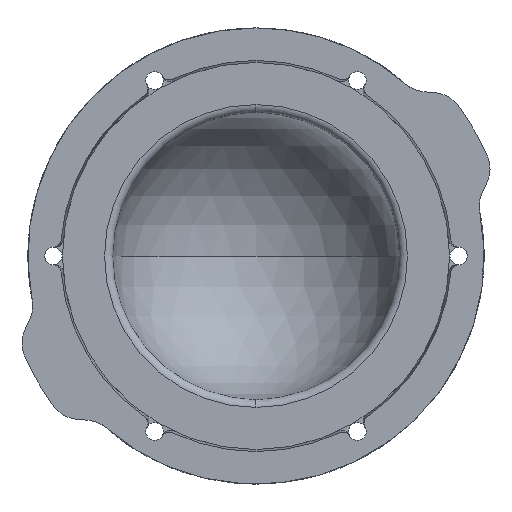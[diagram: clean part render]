
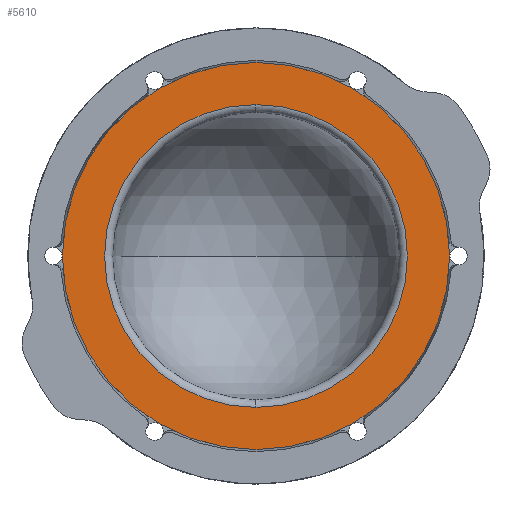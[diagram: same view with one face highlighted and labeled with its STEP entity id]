
A CAD part, front view. The second image highlights one B-rep face of the part: STEP entity #5610.
In plain terms, the highlighted planar face has unit normal (0, -1, 0).
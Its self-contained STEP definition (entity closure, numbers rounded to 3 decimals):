
#219 = CIRCLE ( 'NONE', #5932, 18.974 ) ;
#337 = PLANE ( 'NONE',  #6380 ) ;
#413 = ORIENTED_EDGE ( 'NONE', *, *, #4697, .T. ) ;
#453 = EDGE_CURVE ( 'NONE', #3038, #3192, #5262, .T. ) ;
#667 = AXIS2_PLACEMENT_3D ( 'NONE', #9080, #5955, #8363 ) ;
#884 = EDGE_LOOP ( 'NONE', ( #413, #4197 ) ) ;
#1171 = DIRECTION ( 'NONE',  ( 0., 1., 0. ) ) ;
#1407 = VERTEX_POINT ( 'NONE', #6678 ) ;
#1638 = DIRECTION ( 'NONE',  ( 0., 0., 1. ) ) ;
#1791 = AXIS2_PLACEMENT_3D ( 'NONE', #2364, #6975, #1638 ) ;
#2364 = CARTESIAN_POINT ( 'NONE',  ( 0., 0., 0. ) ) ;
#2654 = DIRECTION ( 'NONE',  ( 0., 0., 1. ) ) ;
#3038 = VERTEX_POINT ( 'NONE', #3279 ) ;
#3192 = VERTEX_POINT ( 'NONE', #6770 ) ;
#3279 = CARTESIAN_POINT ( 'NONE',  ( 0., 0., -24.25 ) ) ;
#3690 = DIRECTION ( 'NONE',  ( 0., 1., 0. ) ) ;
#4197 = ORIENTED_EDGE ( 'NONE', *, *, #7318, .T. ) ;
#4697 = EDGE_CURVE ( 'NONE', #9200, #1407, #219, .T. ) ;
#4891 = CARTESIAN_POINT ( 'NONE',  ( 18., 0., 0. ) ) ;
#5068 = EDGE_CURVE ( 'NONE', #3192, #3038, #6171, .T. ) ;
#5262 = CIRCLE ( 'NONE', #8215, 24.25 ) ;
#5593 = CARTESIAN_POINT ( 'NONE',  ( 0., 0., 0. ) ) ;
#5595 = EDGE_LOOP ( 'NONE', ( #6126, #6752 ) ) ;
#5610 = ADVANCED_FACE ( 'NONE', ( #8834, #9087 ), #337, .F. ) ;
#5932 = AXIS2_PLACEMENT_3D ( 'NONE', #5593, #8637, #6271 ) ;
#5955 = DIRECTION ( 'NONE',  ( 0., 1., 0. ) ) ;
#6126 = ORIENTED_EDGE ( 'NONE', *, *, #453, .F. ) ;
#6171 = CIRCLE ( 'NONE', #1791, 24.25 ) ;
#6271 = DIRECTION ( 'NONE',  ( 0., 0., 1. ) ) ;
#6380 = AXIS2_PLACEMENT_3D ( 'NONE', #4891, #1171, #2654 ) ;
#6678 = CARTESIAN_POINT ( 'NONE',  ( 0., 0., -18.974 ) ) ;
#6712 = CARTESIAN_POINT ( 'NONE',  ( 0., 0., 0. ) ) ;
#6752 = ORIENTED_EDGE ( 'NONE', *, *, #5068, .F. ) ;
#6754 = CIRCLE ( 'NONE', #667, 18.974 ) ;
#6770 = CARTESIAN_POINT ( 'NONE',  ( 0., 0., 24.25 ) ) ;
#6975 = DIRECTION ( 'NONE',  ( 0., 1., 0. ) ) ;
#7318 = EDGE_CURVE ( 'NONE', #1407, #9200, #6754, .T. ) ;
#7437 = DIRECTION ( 'NONE',  ( 0., 0., 1. ) ) ;
#8215 = AXIS2_PLACEMENT_3D ( 'NONE', #6712, #3690, #7437 ) ;
#8363 = DIRECTION ( 'NONE',  ( 0., 0., 1. ) ) ;
#8398 = CARTESIAN_POINT ( 'NONE',  ( 0., 0., 18.974 ) ) ;
#8637 = DIRECTION ( 'NONE',  ( 0., 1., 0. ) ) ;
#8834 = FACE_BOUND ( 'NONE', #884, .T. ) ;
#9080 = CARTESIAN_POINT ( 'NONE',  ( 0., 0., 0. ) ) ;
#9087 = FACE_OUTER_BOUND ( 'NONE', #5595, .T. ) ;
#9200 = VERTEX_POINT ( 'NONE', #8398 ) ;
